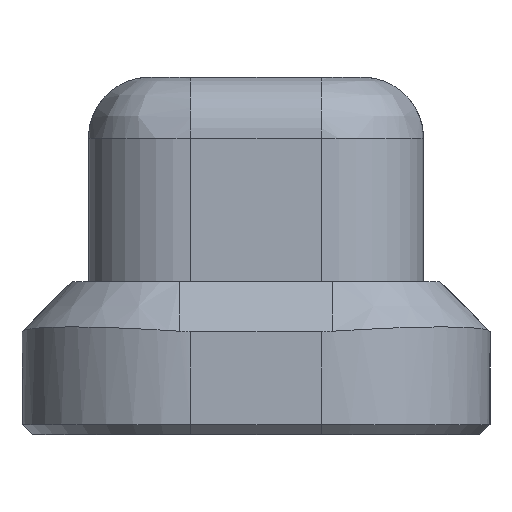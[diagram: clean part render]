
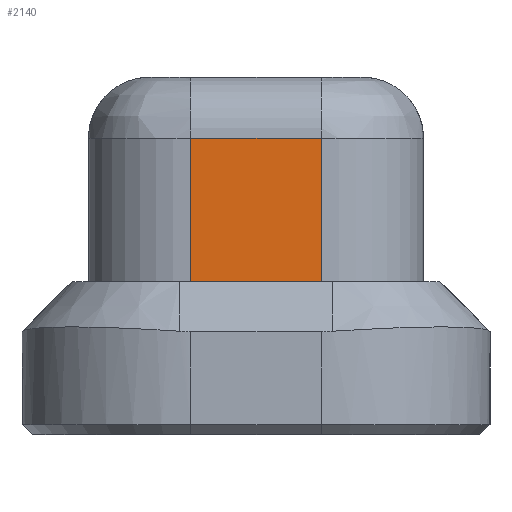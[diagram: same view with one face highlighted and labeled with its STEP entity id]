
A CAD part, left-side view. The second image highlights one B-rep face of the part: STEP entity #2140.
In plain terms, the highlighted planar face has unit normal (-1, 0, 0).
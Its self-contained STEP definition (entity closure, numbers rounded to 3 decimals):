
#191=PLANE('',#2447);
#324=FACE_OUTER_BOUND('',#466,.T.);
#466=EDGE_LOOP('',(#1970,#1971,#1972,#1973));
#576=LINE('',#3747,#733);
#580=LINE('',#3784,#737);
#622=LINE('',#3962,#779);
#624=LINE('',#3969,#781);
#733=VECTOR('',#2966,10.);
#737=VECTOR('',#2988,10.);
#779=VECTOR('',#3122,10.);
#781=VECTOR('',#3130,10.);
#1041=VERTEX_POINT('',#3737);
#1043=VERTEX_POINT('',#3743);
#1050=VERTEX_POINT('',#3782);
#1086=VERTEX_POINT('',#3961);
#1307=EDGE_CURVE('',#1041,#1043,#576,.T.);
#1318=EDGE_CURVE('',#1050,#1041,#580,.T.);
#1381=EDGE_CURVE('',#1050,#1086,#622,.T.);
#1385=EDGE_CURVE('',#1086,#1043,#624,.T.);
#1970=ORIENTED_EDGE('',*,*,#1307,.F.);
#1971=ORIENTED_EDGE('',*,*,#1318,.F.);
#1972=ORIENTED_EDGE('',*,*,#1381,.T.);
#1973=ORIENTED_EDGE('',*,*,#1385,.T.);
#2140=ADVANCED_FACE('',(#324),#191,.T.);
#2447=AXIS2_PLACEMENT_3D('',#3968,#3128,#3129);
#2966=DIRECTION('',(0.,-1.,0.));
#2988=DIRECTION('',(0.,0.,1.));
#3122=DIRECTION('',(0.,-1.,0.));
#3128=DIRECTION('center_axis',(-1.,0.,0.));
#3129=DIRECTION('ref_axis',(0.,1.,0.));
#3130=DIRECTION('',(0.,0.,1.));
#3737=CARTESIAN_POINT('',(-25.775,-44.72,10.414));
#3743=CARTESIAN_POINT('',(-25.775,-47.28,10.414));
#3747=CARTESIAN_POINT('',(-25.775,-46.64,10.414));
#3782=CARTESIAN_POINT('',(-25.775,-44.72,7.614));
#3784=CARTESIAN_POINT('',(-25.775,-44.72,10.614));
#3961=CARTESIAN_POINT('',(-25.775,-47.28,7.614));
#3962=CARTESIAN_POINT('',(-25.775,-46.64,7.614));
#3968=CARTESIAN_POINT('Origin',(-25.775,-47.28,10.614));
#3969=CARTESIAN_POINT('',(-25.775,-47.28,10.614));
